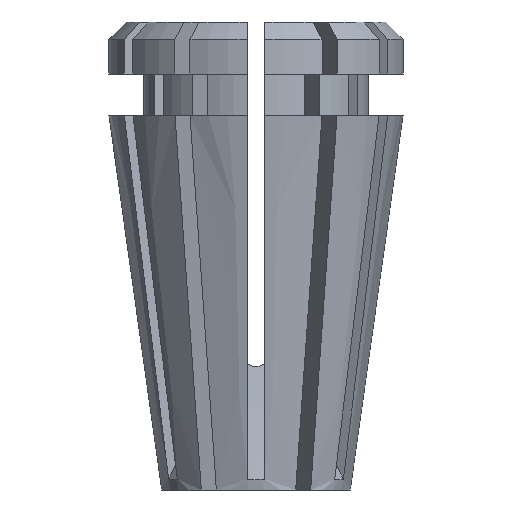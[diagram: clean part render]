
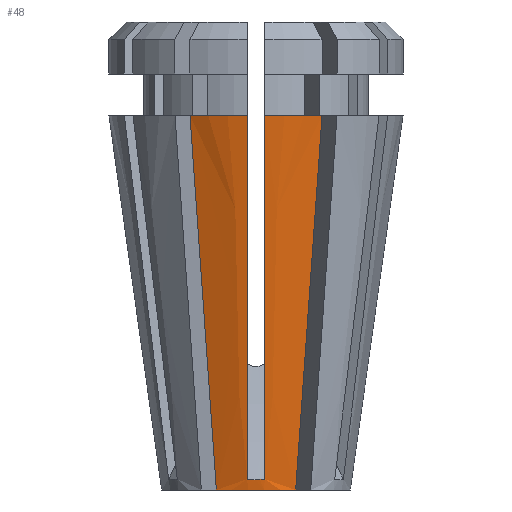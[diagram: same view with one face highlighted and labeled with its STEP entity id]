
A CAD part, front view. The second image highlights one B-rep face of the part: STEP entity #48.
In plain terms, the highlighted conical face has half-angle 8 degrees and reference radius 2.732 mm.
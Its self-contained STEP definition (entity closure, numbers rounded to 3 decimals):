
#48 = ADVANCED_FACE ( 'NONE', ( #1113 ), #3772, .T. ) ;
#90 = VERTEX_POINT ( 'NONE', #4057 ) ;
#115 = AXIS2_PLACEMENT_3D ( 'NONE', #2368, #786, #3031 ) ;
#131 = DIRECTION ( 'NONE',  ( 0., 0., 1. ) ) ;
#209 = B_SPLINE_CURVE_WITH_KNOTS ( 'NONE', 3,
 ( #3568, #2952, #1916, #699 ),
 .UNSPECIFIED., .F., .F.,
 ( 4, 4 ),
 ( 0., 0.001 ),
 .UNSPECIFIED. ) ;
#231 = CARTESIAN_POINT ( 'NONE',  ( -0.25, -3.751, 7.305 ) ) ;
#323 = CARTESIAN_POINT ( 'NONE',  ( 0.25, -3.751, 7.305 ) ) ;
#329 = EDGE_CURVE ( 'NONE', #2473, #377, #1456, .T. ) ;
#352 = CARTESIAN_POINT ( 'NONE',  ( 1.144, -2.481, 0. ) ) ;
#377 = VERTEX_POINT ( 'NONE', #3406 ) ;
#409 = ORIENTED_EDGE ( 'NONE', *, *, #2304, .T. ) ;
#478 = B_SPLINE_CURVE_WITH_KNOTS ( 'NONE', 3,
 ( #3849, #323, #3243, #669 ),
 .UNSPECIFIED., .F., .F.,
 ( 4, 4 ),
 ( 0.015, 0.025 ),
 .UNSPECIFIED. ) ;
#543 = EDGE_CURVE ( 'NONE', #3699, #2473, #2021, .T. ) ;
#631 = EDGE_CURVE ( 'NONE', #1417, #1455, #2673, .T. ) ;
#669 = CARTESIAN_POINT ( 'NONE',  ( 0.25, -2.765, 0.315 ) ) ;
#699 = CARTESIAN_POINT ( 'NONE',  ( 0.25, -2.765, 0.315 ) ) ;
#786 = DIRECTION ( 'NONE',  ( 0., 0., -1. ) ) ;
#805 = EDGE_CURVE ( 'NONE', #3699, #3131, #1865, .T. ) ;
#865 = CARTESIAN_POINT ( 'NONE',  ( -0.25, -2.765, 0.315 ) ) ;
#969 = CARTESIAN_POINT ( 'NONE',  ( -1.304, -2.759, 2.274 ) ) ;
#1088 = CARTESIAN_POINT ( 'NONE',  ( 0., 0., 0. ) ) ;
#1113 = FACE_OUTER_BOUND ( 'NONE', #3876, .T. ) ;
#1255 = ORIENTED_EDGE ( 'NONE', *, *, #805, .T. ) ;
#1417 = VERTEX_POINT ( 'NONE', #1986 ) ;
#1455 = VERTEX_POINT ( 'NONE', #2905 ) ;
#1456 = CIRCLE ( 'NONE', #2759, 2.732 ) ;
#1505 = ORIENTED_EDGE ( 'NONE', *, *, #1952, .F. ) ;
#1556 = DIRECTION ( 'NONE',  ( 0., 0., -1. ) ) ;
#1557 = CARTESIAN_POINT ( 'NONE',  ( 1.905, -3.799, 10.8 ) ) ;
#1639 = DIRECTION ( 'NONE',  ( -1., 0., 0. ) ) ;
#1647 = CARTESIAN_POINT ( 'NONE',  ( 1.905, -3.799, 10.8 ) ) ;
#1749 = CARTESIAN_POINT ( 'NONE',  ( -0.25, -3.258, 3.81 ) ) ;
#1855 = ORIENTED_EDGE ( 'NONE', *, *, #631, .T. ) ;
#1865 = CIRCLE ( 'NONE', #115, 4.25 ) ;
#1916 = CARTESIAN_POINT ( 'NONE',  ( 0.083, -2.778, 0.295 ) ) ;
#1952 = EDGE_CURVE ( 'NONE', #1417, #3091, #3408, .T. ) ;
#1986 = CARTESIAN_POINT ( 'NONE',  ( -0.25, -4.243, 10.8 ) ) ;
#2021 = B_SPLINE_CURVE_WITH_KNOTS ( 'NONE', 3,
 ( #1557, #2547, #2872, #2533, #3206, #3892, #3532 ),
 .UNSPECIFIED., .F., .F.,
 ( 4, 3, 4 ),
 ( 0., 0.007, 0.011 ),
 .UNSPECIFIED. ) ;
#2083 = ORIENTED_EDGE ( 'NONE', *, *, #543, .F. ) ;
#2121 = ORIENTED_EDGE ( 'NONE', *, *, #329, .F. ) ;
#2219 = CARTESIAN_POINT ( 'NONE',  ( -0.25, -2.765, 0.315 ) ) ;
#2236 = CARTESIAN_POINT ( 'NONE',  ( -1.905, -3.799, 10.8 ) ) ;
#2262 = CARTESIAN_POINT ( 'NONE',  ( -1.144, -2.481, 0. ) ) ;
#2302 = CARTESIAN_POINT ( 'NONE',  ( 0., 0., 10.8 ) ) ;
#2304 = EDGE_CURVE ( 'NONE', #3131, #90, #478, .T. ) ;
#2344 = DIRECTION ( 'NONE',  ( 1., 0., 0. ) ) ;
#2368 = CARTESIAN_POINT ( 'NONE',  ( 0., 0., 10.8 ) ) ;
#2456 = DIRECTION ( 'NONE',  ( -1., 0., 0. ) ) ;
#2473 = VERTEX_POINT ( 'NONE', #352 ) ;
#2533 = CARTESIAN_POINT ( 'NONE',  ( 1.384, -2.898, 3.411 ) ) ;
#2547 = CARTESIAN_POINT ( 'NONE',  ( 1.732, -3.499, 8.337 ) ) ;
#2561 = CARTESIAN_POINT ( 'NONE',  ( -1.384, -2.898, 3.411 ) ) ;
#2643 = AXIS2_PLACEMENT_3D ( 'NONE', #2302, #3930, #1639 ) ;
#2673 = CIRCLE ( 'NONE', #2643, 4.25 ) ;
#2759 = AXIS2_PLACEMENT_3D ( 'NONE', #4108, #1556, #2456 ) ;
#2872 = CARTESIAN_POINT ( 'NONE',  ( 1.558, -3.199, 5.874 ) ) ;
#2884 = CARTESIAN_POINT ( 'NONE',  ( -1.224, -2.62, 1.137 ) ) ;
#2905 = CARTESIAN_POINT ( 'NONE',  ( -1.905, -3.799, 10.8 ) ) ;
#2952 = CARTESIAN_POINT ( 'NONE',  ( -0.083, -2.778, 0.295 ) ) ;
#3031 = DIRECTION ( 'NONE',  ( -1., 0., 0. ) ) ;
#3086 = EDGE_CURVE ( 'NONE', #1455, #377, #4019, .T. ) ;
#3091 = VERTEX_POINT ( 'NONE', #2219 ) ;
#3131 = VERTEX_POINT ( 'NONE', #3574 ) ;
#3206 = CARTESIAN_POINT ( 'NONE',  ( 1.304, -2.759, 2.274 ) ) ;
#3243 = CARTESIAN_POINT ( 'NONE',  ( 0.25, -3.258, 3.81 ) ) ;
#3276 = CARTESIAN_POINT ( 'NONE',  ( -1.558, -3.199, 5.874 ) ) ;
#3399 = ORIENTED_EDGE ( 'NONE', *, *, #3086, .T. ) ;
#3406 = CARTESIAN_POINT ( 'NONE',  ( -1.144, -2.481, 0. ) ) ;
#3408 = B_SPLINE_CURVE_WITH_KNOTS ( 'NONE', 3,
 ( #4060, #231, #1749, #865 ),
 .UNSPECIFIED., .F., .F.,
 ( 4, 4 ),
 ( 0.015, 0.025 ),
 .UNSPECIFIED. ) ;
#3532 = CARTESIAN_POINT ( 'NONE',  ( 1.144, -2.481, 0. ) ) ;
#3568 = CARTESIAN_POINT ( 'NONE',  ( -0.25, -2.765, 0.315 ) ) ;
#3574 = CARTESIAN_POINT ( 'NONE',  ( 0.25, -4.243, 10.8 ) ) ;
#3699 = VERTEX_POINT ( 'NONE', #1647 ) ;
#3723 = EDGE_CURVE ( 'NONE', #3091, #90, #209, .T. ) ;
#3772 = CONICAL_SURFACE ( 'NONE', #3949, 2.732, 0.14 ) ;
#3783 = ORIENTED_EDGE ( 'NONE', *, *, #3723, .F. ) ;
#3849 = CARTESIAN_POINT ( 'NONE',  ( 0.25, -4.243, 10.8 ) ) ;
#3876 = EDGE_LOOP ( 'NONE', ( #1855, #3399, #2121, #2083, #1255, #409, #3783, #1505 ) ) ;
#3892 = CARTESIAN_POINT ( 'NONE',  ( 1.224, -2.62, 1.137 ) ) ;
#3930 = DIRECTION ( 'NONE',  ( 0., 0., -1. ) ) ;
#3949 = AXIS2_PLACEMENT_3D ( 'NONE', #1088, #131, #2344 ) ;
#4019 = B_SPLINE_CURVE_WITH_KNOTS ( 'NONE', 3,
 ( #2236, #4183, #3276, #2561, #969, #2884, #2262 ),
 .UNSPECIFIED., .F., .F.,
 ( 4, 3, 4 ),
 ( 0., 0.007, 0.011 ),
 .UNSPECIFIED. ) ;
#4057 = CARTESIAN_POINT ( 'NONE',  ( 0.25, -2.765, 0.315 ) ) ;
#4060 = CARTESIAN_POINT ( 'NONE',  ( -0.25, -4.243, 10.8 ) ) ;
#4108 = CARTESIAN_POINT ( 'NONE',  ( 0., 0., 0. ) ) ;
#4183 = CARTESIAN_POINT ( 'NONE',  ( -1.732, -3.499, 8.337 ) ) ;
